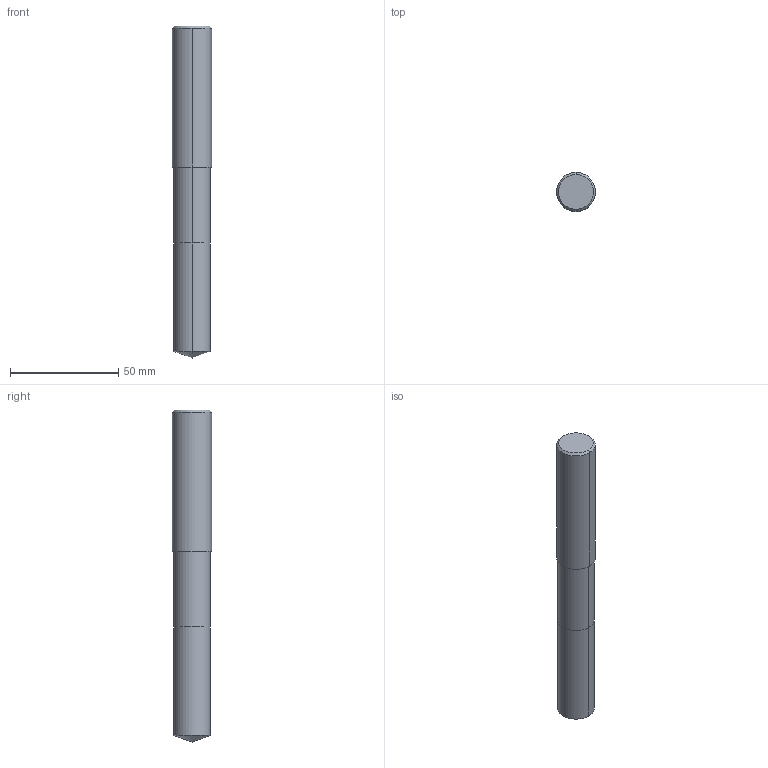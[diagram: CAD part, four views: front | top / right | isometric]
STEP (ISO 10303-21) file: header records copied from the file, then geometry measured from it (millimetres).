
FILE_DESCRIPTION(/* description */ (''),/* implementation_level */ '2;1');
FILE_NAME(/* name */ 'MVS1667X03S180.stp',/* time_stamp */ '2020-08-20T09:25:22+09:00',/* author */ (''),/* organization */ (''),/* preprocessor_version */ 'ST-DEVELOPER v16',/* originating_system */ 'SIEMENS PLM Software NX 10.0',/* authorisation */ '');
FILE_SCHEMA (('AUTOMOTIVE_DESIGN { 1 0 10303 214 3 1 1 1 }'));
Length unit declared in the file: millimetre
Products named in the file (1): MVS1667X03S180_ASM
Bounding box: 18 x 18 x 153.03 mm (x, y, z)
Volume: 35283.2 mm3; surface area: 9051.8 mm2
Topology: 2 solids, 2 shells, 14 faces, 30 edges, 28 vertices
Faces by surface type: cylinder 6, plane 4, cone 4
Entity records: 542 total; most frequent: DIRECTION 98, CARTESIAN_POINT 76, ORIENTED_EDGE 48, AXIS2_PLACEMENT_3D 42, EDGE_CURVE 24, STYLED_ITEM 24, PRESENTATION_STYLE_ASSIGNMENT 24, CURVE_STYLE 17
